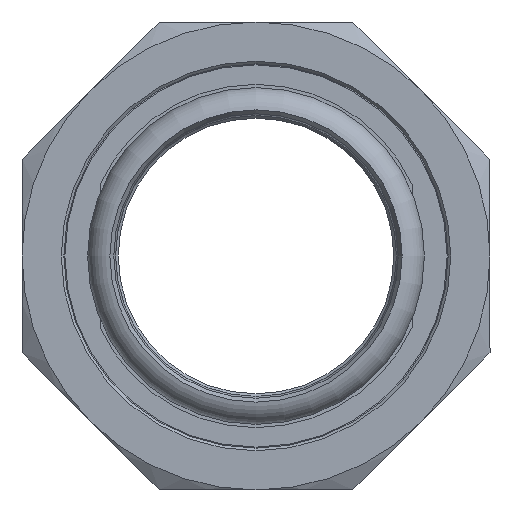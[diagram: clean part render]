
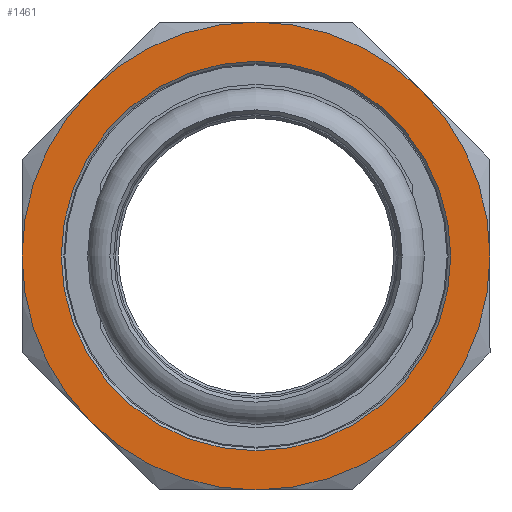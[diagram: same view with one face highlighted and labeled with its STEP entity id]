
A CAD part, front view. The second image highlights one B-rep face of the part: STEP entity #1461.
In plain terms, the highlighted planar face has unit normal (0, -1, 0).
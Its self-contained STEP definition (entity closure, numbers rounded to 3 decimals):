
#16=FACE_BOUND('',#365,.T.);
#36=PLANE('',#1672);
#279=FACE_OUTER_BOUND('',#364,.T.);
#364=EDGE_LOOP('',(#1239,#1240,#1241,#1242,#1243,#1244,#1245,#1246));
#365=EDGE_LOOP('',(#1247));
#498=CIRCLE('',#1641,45.);
#499=CIRCLE('',#1643,45.);
#500=CIRCLE('',#1645,45.);
#501=CIRCLE('',#1647,45.);
#502=CIRCLE('',#1649,45.);
#503=CIRCLE('',#1651,45.);
#504=CIRCLE('',#1653,45.);
#505=CIRCLE('',#1655,45.);
#511=CIRCLE('',#1673,37.45);
#641=VERTEX_POINT('',#2536);
#643=VERTEX_POINT('',#2541);
#644=VERTEX_POINT('',#2547);
#646=VERTEX_POINT('',#2557);
#648=VERTEX_POINT('',#2567);
#651=VERTEX_POINT('',#2581);
#653=VERTEX_POINT('',#2591);
#655=VERTEX_POINT('',#2601);
#662=VERTEX_POINT('',#2647);
#833=EDGE_CURVE('',#643,#641,#498,.T.);
#836=EDGE_CURVE('',#641,#644,#499,.T.);
#839=EDGE_CURVE('',#644,#646,#500,.T.);
#842=EDGE_CURVE('',#646,#648,#501,.T.);
#844=EDGE_CURVE('',#648,#651,#502,.T.);
#847=EDGE_CURVE('',#651,#653,#503,.T.);
#850=EDGE_CURVE('',#653,#655,#504,.T.);
#853=EDGE_CURVE('',#655,#643,#505,.T.);
#870=EDGE_CURVE('',#662,#662,#511,.T.);
#1239=ORIENTED_EDGE('',*,*,#847,.F.);
#1240=ORIENTED_EDGE('',*,*,#844,.F.);
#1241=ORIENTED_EDGE('',*,*,#842,.F.);
#1242=ORIENTED_EDGE('',*,*,#839,.F.);
#1243=ORIENTED_EDGE('',*,*,#836,.F.);
#1244=ORIENTED_EDGE('',*,*,#833,.F.);
#1245=ORIENTED_EDGE('',*,*,#853,.F.);
#1246=ORIENTED_EDGE('',*,*,#850,.F.);
#1247=ORIENTED_EDGE('',*,*,#870,.F.);
#1461=ADVANCED_FACE('',(#279,#16),#36,.T.);
#1641=AXIS2_PLACEMENT_3D('',#2545,#2015,#2016);
#1643=AXIS2_PLACEMENT_3D('',#2555,#2019,#2020);
#1645=AXIS2_PLACEMENT_3D('',#2565,#2023,#2024);
#1647=AXIS2_PLACEMENT_3D('',#2575,#2027,#2028);
#1649=AXIS2_PLACEMENT_3D('',#2582,#2031,#2032);
#1651=AXIS2_PLACEMENT_3D('',#2592,#2035,#2036);
#1653=AXIS2_PLACEMENT_3D('',#2602,#2039,#2040);
#1655=AXIS2_PLACEMENT_3D('',#2611,#2043,#2044);
#1672=AXIS2_PLACEMENT_3D('',#2646,#2087,#2088);
#1673=AXIS2_PLACEMENT_3D('',#2648,#2089,#2090);
#2015=DIRECTION('center_axis',(0.,1.,0.));
#2016=DIRECTION('ref_axis',(-1.,0.,0.));
#2019=DIRECTION('center_axis',(0.,1.,0.));
#2020=DIRECTION('ref_axis',(-1.,0.,0.));
#2023=DIRECTION('center_axis',(0.,1.,0.));
#2024=DIRECTION('ref_axis',(-1.,0.,0.));
#2027=DIRECTION('center_axis',(0.,1.,0.));
#2028=DIRECTION('ref_axis',(-1.,0.,0.));
#2031=DIRECTION('center_axis',(0.,1.,0.));
#2032=DIRECTION('ref_axis',(-1.,0.,0.));
#2035=DIRECTION('center_axis',(0.,1.,0.));
#2036=DIRECTION('ref_axis',(-1.,0.,0.));
#2039=DIRECTION('center_axis',(0.,1.,0.));
#2040=DIRECTION('ref_axis',(-1.,0.,0.));
#2043=DIRECTION('center_axis',(0.,1.,0.));
#2044=DIRECTION('ref_axis',(-1.,0.,0.));
#2087=DIRECTION('center_axis',(0.,-1.,0.));
#2088=DIRECTION('ref_axis',(0.,0.,
1.));
#2089=DIRECTION('center_axis',(0.,-1.,0.));
#2090=DIRECTION('ref_axis',(0.,0.,
1.));
#2536=CARTESIAN_POINT('',(0.,-13.25,45.));
#2541=CARTESIAN_POINT('',(-31.82,-13.25,31.82));
#2545=CARTESIAN_POINT('Origin',(0.,-13.25,0.));
#2547=CARTESIAN_POINT('',(31.82,-13.25,31.82));
#2555=CARTESIAN_POINT('Origin',(0.,-13.25,0.));
#2557=CARTESIAN_POINT('',(45.,-13.25,0.));
#2565=CARTESIAN_POINT('Origin',(0.,-13.25,0.));
#2567=CARTESIAN_POINT('',(31.82,-13.25,-31.82));
#2575=CARTESIAN_POINT('Origin',(0.,-13.25,0.));
#2581=CARTESIAN_POINT('',(0.,-13.25,-45.));
#2582=CARTESIAN_POINT('Origin',(0.,-13.25,0.));
#2591=CARTESIAN_POINT('',(-31.82,-13.25,-31.82));
#2592=CARTESIAN_POINT('Origin',(0.,-13.25,0.));
#2601=CARTESIAN_POINT('',(-45.,-13.25,0.));
#2602=CARTESIAN_POINT('Origin',(0.,-13.25,0.));
#2611=CARTESIAN_POINT('Origin',(0.,-13.25,0.));
#2646=CARTESIAN_POINT('Origin',(0.,-13.25,-45.));
#2647=CARTESIAN_POINT('',(0.,-13.25,-37.45));
#2648=CARTESIAN_POINT('Origin',(0.,-13.25,0.));
